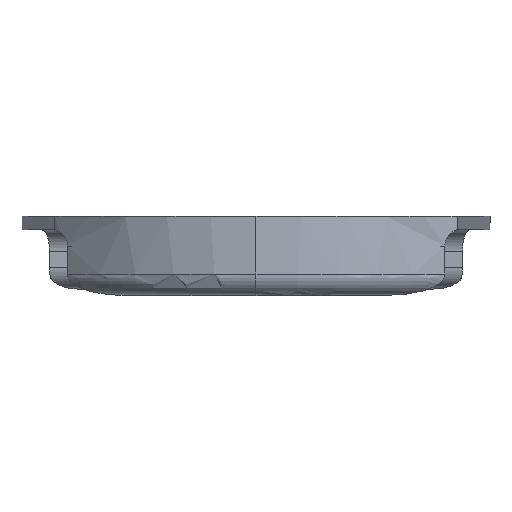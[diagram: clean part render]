
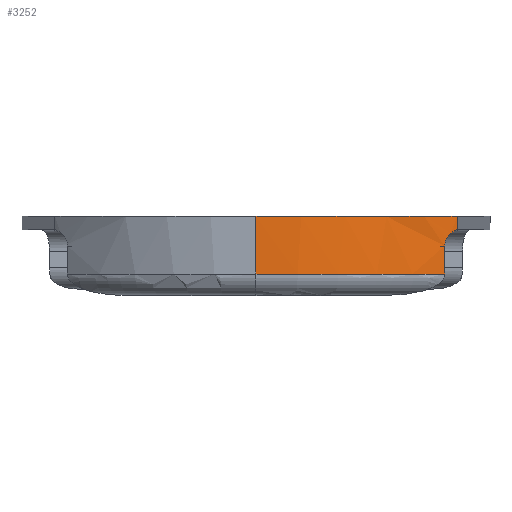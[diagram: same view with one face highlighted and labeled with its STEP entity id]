
A CAD part, left-side view. The second image highlights one B-rep face of the part: STEP entity #3252.
In plain terms, the highlighted cylindrical face has radius 63.5 mm (diameter 127 mm), a partial arc.
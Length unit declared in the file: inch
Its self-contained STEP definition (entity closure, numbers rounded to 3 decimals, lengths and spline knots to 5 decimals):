
#177 = EDGE_LOOP ( 'NONE', ( #919, #3609, #1117, #709, #2534, #3951 ) ) ;
#188 = CARTESIAN_POINT ( 'NONE',  ( -2.31574, -1.75292, -1.5437 ) ) ;
#372 = DIRECTION ( 'NONE',  ( 0., 0., -1. ) ) ;
#397 = CARTESIAN_POINT ( 'NONE',  ( -3.03325, 0., -1.2687 ) ) ;
#406 = CARTESIAN_POINT ( 'NONE',  ( -2.269, -1.79924, -1.43457 ) ) ;
#466 = CARTESIAN_POINT ( 'NONE',  ( -2.29587, -1.77291, -1.46856 ) ) ;
#533 = DIRECTION ( 'NONE',  ( 0., 0., -1. ) ) ;
#678 = LINE ( 'NONE', #1936, #3900 ) ;
#709 = ORIENTED_EDGE ( 'NONE', *, *, #3435, .T. ) ;
#737 = CARTESIAN_POINT ( 'NONE',  ( -2.30033, -1.76847, -1.4768 ) ) ;
#797 = CARTESIAN_POINT ( 'NONE',  ( -2.1925, -1.87, -1.39611 ) ) ;
#873 = DIRECTION ( 'NONE',  ( -1., 0., 0. ) ) ;
#919 = ORIENTED_EDGE ( 'NONE', *, *, #1177, .F. ) ;
#953 = FACE_OUTER_BOUND ( 'NONE', #177, .T. ) ;
#1031 = CARTESIAN_POINT ( 'NONE',  ( -2.28062, -1.78795, -1.44688 ) ) ;
#1079 = VERTEX_POINT ( 'NONE', #397 ) ;
#1090 = CARTESIAN_POINT ( 'NONE',  ( -2.31042, -1.75832, -1.50381 ) ) ;
#1117 = ORIENTED_EDGE ( 'NONE', *, *, #1928, .T. ) ;
#1177 = EDGE_CURVE ( 'NONE', #1079, #3524, #2979, .T. ) ;
#1312 = VERTEX_POINT ( 'NONE', #1787 ) ;
#1361 = CARTESIAN_POINT ( 'NONE',  ( -2.30585, -1.76293, -1.48992 ) ) ;
#1375 = CARTESIAN_POINT ( 'NONE',  ( -0.53325, 0., -1.8037 ) ) ;
#1428 = CARTESIAN_POINT ( 'NONE',  ( -2.31574, -1.75292, -1.5437 ) ) ;
#1455 = CARTESIAN_POINT ( 'NONE',  ( -0.53325, 0., -1.2687 ) ) ;
#1466 = CIRCLE ( 'NONE', #3358, 2.5 ) ;
#1627 = DIRECTION ( 'NONE',  ( -1., 0., 0. ) ) ;
#1665 = CARTESIAN_POINT ( 'NONE',  ( -2.22244, -1.84309, -1.40395 ) ) ;
#1710 = VERTEX_POINT ( 'NONE', #3525 ) ;
#1732 = AXIS2_PLACEMENT_3D ( 'NONE', #1455, #2372, #873 ) ;
#1787 = CARTESIAN_POINT ( 'NONE',  ( -3.03325, 0., -1.8037 ) ) ;
#1849 = LINE ( 'NONE', #2718, #2495 ) ;
#1928 = EDGE_CURVE ( 'NONE', #1312, #1710, #1466, .T. ) ;
#1936 = CARTESIAN_POINT ( 'NONE',  ( -2.1925, -1.87, -3.2537 ) ) ;
#2001 = DIRECTION ( 'NONE',  ( -1., 0., 0. ) ) ;
#2300 = CARTESIAN_POINT ( 'NONE',  ( -2.31574, -1.75292, -1.53338 ) ) ;
#2324 = CARTESIAN_POINT ( 'NONE',  ( -2.26274, -1.80526, -1.429 ) ) ;
#2344 = CARTESIAN_POINT ( 'NONE',  ( -2.1925, -1.87, -1.39611 ) ) ;
#2372 = DIRECTION ( 'NONE',  ( 0., 0., 1. ) ) ;
#2471 = EDGE_CURVE ( 'NONE', #3931, #2508, #3517, .T. ) ;
#2495 = VECTOR ( 'NONE', #3972, 39.37008 ) ;
#2508 = VERTEX_POINT ( 'NONE', #2344 ) ;
#2534 = ORIENTED_EDGE ( 'NONE', *, *, #2471, .T. ) ;
#2556 = CYLINDRICAL_SURFACE ( 'NONE', #3171, 2.5 ) ;
#2654 = CARTESIAN_POINT ( 'NONE',  ( -2.24314, -1.82383, -1.41498 ) ) ;
#2718 = CARTESIAN_POINT ( 'NONE',  ( -2.31574, -1.75292, -2.0037 ) ) ;
#2979 = CIRCLE ( 'NONE', #1732, 2.5 ) ;
#3003 = CARTESIAN_POINT ( 'NONE',  ( -2.31469, -1.754, -1.52334 ) ) ;
#3171 = AXIS2_PLACEMENT_3D ( 'NONE', #3187, #372, #1627 ) ;
#3187 = CARTESIAN_POINT ( 'NONE',  ( -0.53325, 0., 2.56464 ) ) ;
#3221 = CARTESIAN_POINT ( 'NONE',  ( -2.28602, -1.78266, -1.45363 ) ) ;
#3230 = EDGE_CURVE ( 'NONE', #2508, #3524, #678, .T. ) ;
#3252 = ADVANCED_FACE ( 'NONE', ( #953 ), #2556, .T. ) ;
#3344 = LINE ( 'NONE', #3974, #3531 ) ;
#3358 = AXIS2_PLACEMENT_3D ( 'NONE', #1375, #3564, #2001 ) ;
#3426 = CARTESIAN_POINT ( 'NONE',  ( -2.1925, -1.87, -1.2687 ) ) ;
#3435 = EDGE_CURVE ( 'NONE', #1710, #3931, #1849, .T. ) ;
#3517 = B_SPLINE_CURVE_WITH_KNOTS ( 'NONE', 3,
 ( #188, #2300, #3003, #3547, #1090, #3533, #1361, #737, #466, #3221, #1031, #406, #2324, #3615, #2654, #1665, #3863, #797 ),
 .UNSPECIFIED., .F., .F.,
 ( 4, 2, 2, 2, 2, 2, 2, 2, 4 ),
 ( 0., 0.00077, 0.00116, 0.00155, 0.00232, 0.00309, 0.00386, 0.00464, 0.00618 ),
 .UNSPECIFIED. ) ;
#3524 = VERTEX_POINT ( 'NONE', #3426 ) ;
#3525 = CARTESIAN_POINT ( 'NONE',  ( -2.31574, -1.75292, -1.8037 ) ) ;
#3531 = VECTOR ( 'NONE', #533, 39.37008 ) ;
#3533 = CARTESIAN_POINT ( 'NONE',  ( -2.30751, -1.76126, -1.49444 ) ) ;
#3547 = CARTESIAN_POINT ( 'NONE',  ( -2.31168, -1.75705, -1.50867 ) ) ;
#3564 = DIRECTION ( 'NONE',  ( 0., 0., 1. ) ) ;
#3609 = ORIENTED_EDGE ( 'NONE', *, *, #4048, .T. ) ;
#3615 = CARTESIAN_POINT ( 'NONE',  ( -2.24983, -1.81754, -1.41922 ) ) ;
#3764 = DIRECTION ( 'NONE',  ( 0., 0., 1. ) ) ;
#3863 = CARTESIAN_POINT ( 'NONE',  ( -2.20768, -1.85653, -1.39886 ) ) ;
#3900 = VECTOR ( 'NONE', #3764, 39.37008 ) ;
#3931 = VERTEX_POINT ( 'NONE', #1428 ) ;
#3951 = ORIENTED_EDGE ( 'NONE', *, *, #3230, .T. ) ;
#3972 = DIRECTION ( 'NONE',  ( 0., 0., 1. ) ) ;
#3974 = CARTESIAN_POINT ( 'NONE',  ( -3.03325, 0., 2.56464 ) ) ;
#4048 = EDGE_CURVE ( 'NONE', #1079, #1312, #3344, .T. ) ;
